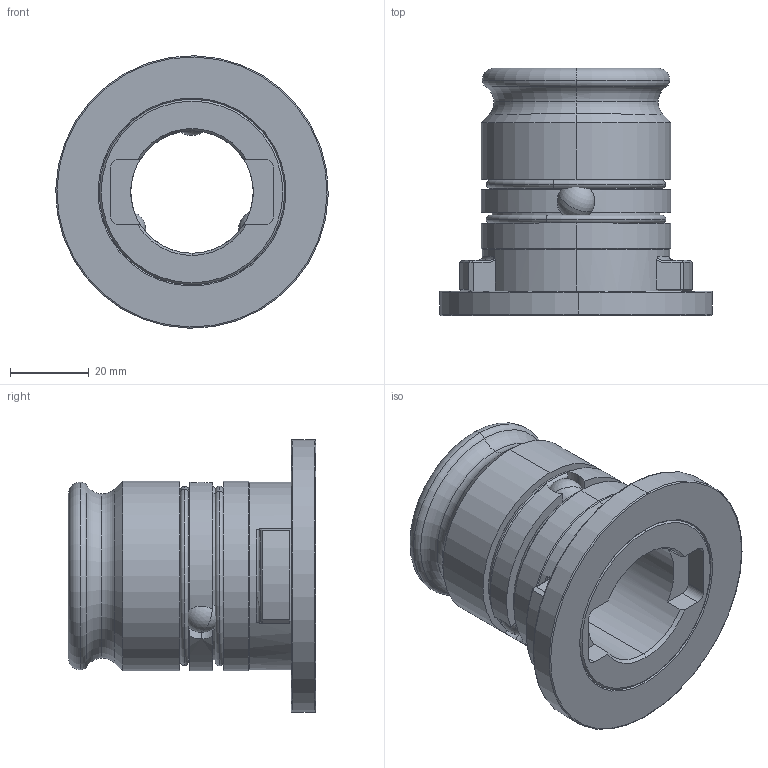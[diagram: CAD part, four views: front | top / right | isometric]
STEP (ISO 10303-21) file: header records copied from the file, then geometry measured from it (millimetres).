
FILE_DESCRIPTION (( 'STEP AP203' ), '1' );
FILE_NAME ('BA360TR030001B.STEP', '2020-12-21T02:43:10', ( '' ), ( '' ), 'SwSTEP 2.0', 'SolidWorks 2017', '' );
FILE_SCHEMA (( 'CONFIG_CONTROL_DESIGN' ));
Length unit declared in the file: millimetre
Products named in the file (5): BB360TR020101A; SB063029; BB360TR010102B_1+2組合; KR029063; BA360TR030001B
Assembly tree (7 placements, depth 2):
  BA360TR030001B
    BB360TR010102B_1+2組合
    BB360TR020101A
    SB063029  x3
    KR029063  x2
Bounding box: 68.99 x 62.6 x 68.99 mm (x, y, z)
Volume: 72637.7 mm3; surface area: 28622.6 mm2
Topology: 7 solids, 7 shells, 156 faces, 377 edges, 225 vertices
Faces by surface type: plane 47, cylinder 44, cone 29, torus 26, sphere 6, bspline 4
Entity records: 5860 total; most frequent: CARTESIAN_POINT 1859, DIRECTION 746, ORIENTED_EDGE 700, EDGE_CURVE 350, AXIS2_PLACEMENT_3D 307, VERTEX_POINT 208, EDGE_LOOP 158, CIRCLE 153
